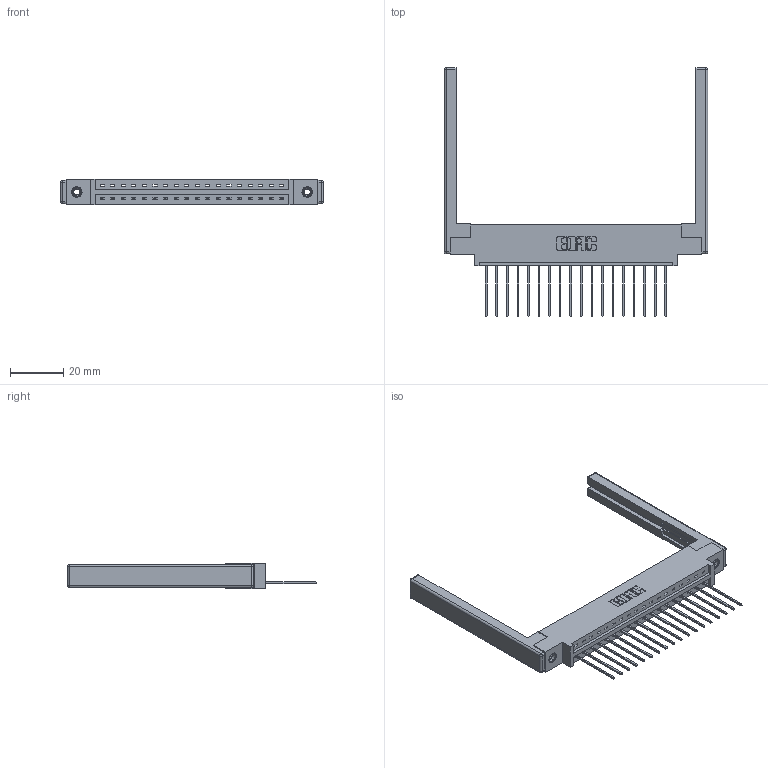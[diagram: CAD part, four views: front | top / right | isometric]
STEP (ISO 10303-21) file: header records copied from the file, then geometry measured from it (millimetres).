
FILE_DESCRIPTION (( 'STEP AP203' ), '1' );
FILE_NAME ('387-018-541-668.STEP', '2019-10-02T20:27:43', ( '' ), ( '' ), 'SwSTEP 2.0', 'SolidWorks 2016', '' );
FILE_SCHEMA (( 'CONFIG_CONTROL_DESIGN' ));
Length unit declared in the file: inch
Products named in the file (5): 337 Part_0.170 Offset - 0.156 Dia-TI; 345-292-001_345-293-141; 387-018-541-668; 345-250-001_345-250-001-102; 307-220-068
Assembly tree (23 placements, depth 2):
  387-018-541-668
    337 Part_0.170 Offset - 0.156 Dia-TI
    345-292-001_345-293-141  x18
    345-250-001_345-250-001-102  x2
    307-220-068  x2
Bounding box: 98.76 x 93.35 x 9.4 mm (x, y, z)
Volume: 14296.7 mm3; surface area: 14657.1 mm2
Topology: 23 solids, 23 shells, 1388 faces, 4097 edges, 2686 vertices
Faces by surface type: plane 990, cylinder 374, cone 12, sphere 8, torus 4
Entity records: 19394 total; most frequent: CARTESIAN_POINT 3333, ORIENTED_EDGE 3276, DIRECTION 2928, EDGE_CURVE 1638, VECTOR 1460, LINE 1460, VERTEX_POINT 1082, AXIS2_PLACEMENT_3D 734
